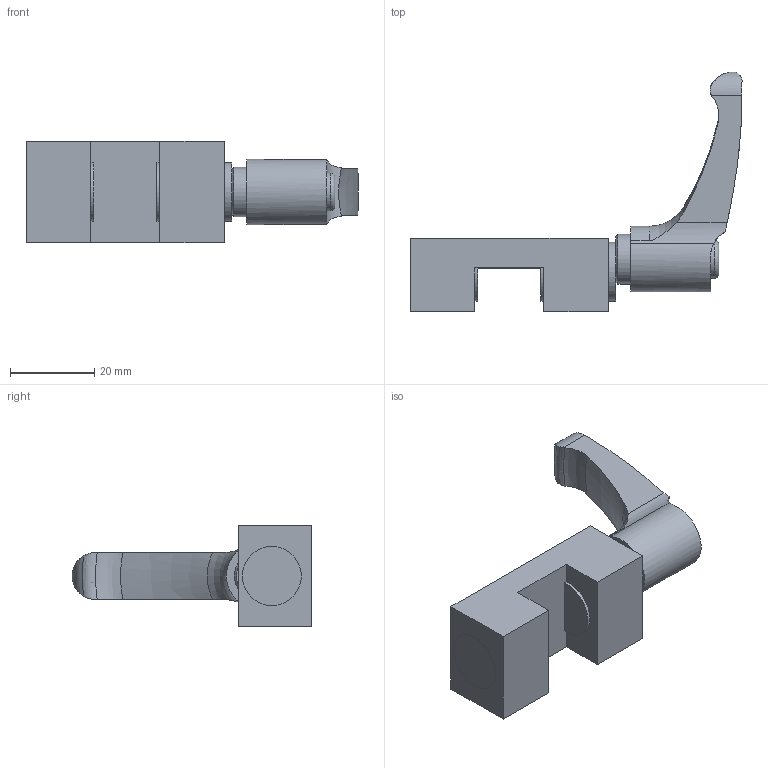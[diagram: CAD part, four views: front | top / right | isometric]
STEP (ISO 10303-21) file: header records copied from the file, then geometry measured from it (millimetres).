
FILE_DESCRIPTION(/* description */ ('STEP AP214'),/* implementation_level */ '2;1');
FILE_NAME(/* name */ 'HK1514D-CPCARC(ARU)-ARC-FN-15',/* time_stamp */ '2023-01-17T10:57:49+01:00',/* author */ ('License CC BY-ND 4.0'),/* organization */ ('CADENAS'),/* preprocessor_version */ 'ST-DEVELOPER v18.102',/* originating_system */ 'PARTsolutions',/* authorisation */ ' ');
FILE_SCHEMA (('AUTOMOTIVE_DESIGN {1 0 10303 214 3 1 1}'));
Length unit declared in the file: millimetre
Products named in the file (3): HK1514D-CPCARC(ARU)-ARC-FN-15; ELESA-Klemmhebel GN 604-44-M4-SG; ghkHK1514D6.52415
Assembly tree (2 placements, depth 2):
  HK1514D-CPCARC(ARU)-ARC-FN-15
    ELESA-Klemmhebel GN 604-44-M4-SG
    ghkHK1514D6.52415
Bounding box: 78.88 x 56.94 x 24 mm (x, y, z)
Volume: 23214.3 mm3; surface area: 8190.3 mm2
Topology: 2 solids, 2 shells, 64 faces, 161 edges, 106 vertices
Faces by surface type: plane 29, cylinder 18, cone 9, torus 8
Full cylindrical faces by diameter (mm): 3.242 x5, 11.8 x1, 14 x2
Entity records: 1914 total; most frequent: CARTESIAN_POINT 442, DIRECTION 282, ORIENTED_EDGE 266, EDGE_CURVE 133, AXIS2_PLACEMENT_3D 110, VERTEX_POINT 100, FACE_BOUND 91, EDGE_LOOP 87
